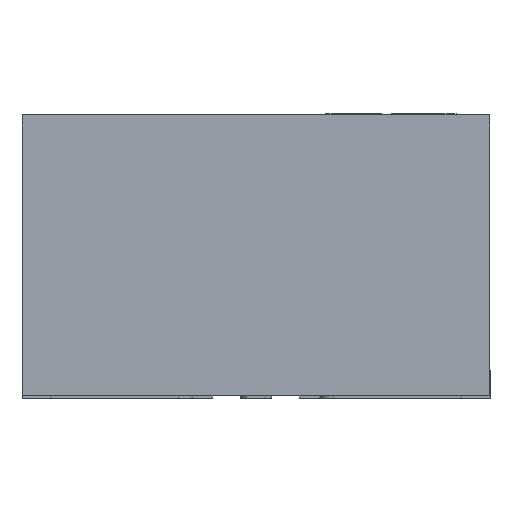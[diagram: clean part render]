
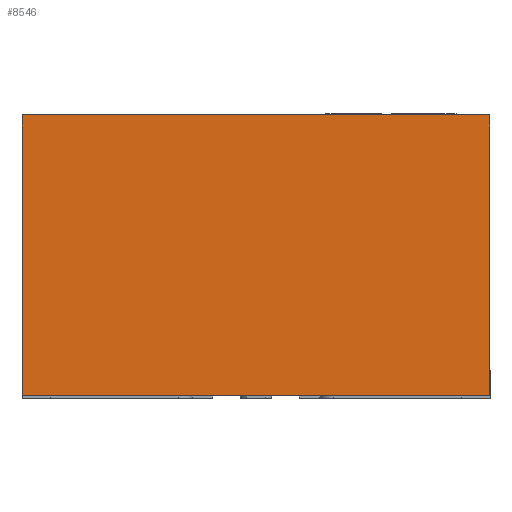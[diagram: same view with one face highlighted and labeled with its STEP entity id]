
A CAD part, front view. The second image highlights one B-rep face of the part: STEP entity #8546.
In plain terms, the highlighted planar face has unit normal (0, -1, 0).
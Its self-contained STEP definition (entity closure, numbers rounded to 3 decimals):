
#1218 = VERTEX_POINT ( 'NONE', #1923 ) ;
#1271 = DIRECTION ( 'NONE',  ( 0., 0., -1. ) ) ;
#1923 = CARTESIAN_POINT ( 'NONE',  ( -1.65, -2., 0. ) ) ;
#1971 = EDGE_CURVE ( 'NONE', #12203, #1218, #8660, .T. ) ;
#2400 = ORIENTED_EDGE ( 'NONE', *, *, #13872, .T. ) ;
#2409 = EDGE_LOOP ( 'NONE', ( #2400, #14254, #3358, #10694 ) ) ;
#3358 = ORIENTED_EDGE ( 'NONE', *, *, #11600, .F. ) ;
#3538 = VECTOR ( 'NONE', #12287, 1000. ) ;
#3979 = VECTOR ( 'NONE', #5458, 1000. ) ;
#4592 = CARTESIAN_POINT ( 'NONE',  ( 1.65, -2., 1.98 ) ) ;
#5458 = DIRECTION ( 'NONE',  ( 1., 0., 0. ) ) ;
#5618 = LINE ( 'NONE', #16128, #8681 ) ;
#5700 = VECTOR ( 'NONE', #9960, 1000. ) ;
#7777 = FACE_OUTER_BOUND ( 'NONE', #2409, .T. ) ;
#8467 = DIRECTION ( 'NONE',  ( 1., 0., 0. ) ) ;
#8546 = ADVANCED_FACE ( 'NONE', ( #7777 ), #17184, .F. ) ;
#8660 = LINE ( 'NONE', #16585, #5700 ) ;
#8681 = VECTOR ( 'NONE', #8467, 1000. ) ;
#9873 = LINE ( 'NONE', #4592, #3538 ) ;
#9960 = DIRECTION ( 'NONE',  ( 0., 0., -1. ) ) ;
#10694 = ORIENTED_EDGE ( 'NONE', *, *, #1971, .T. ) ;
#10725 = CARTESIAN_POINT ( 'NONE',  ( 1.65, -2., 1.98 ) ) ;
#11108 = CARTESIAN_POINT ( 'NONE',  ( 1.65, -2., 1.98 ) ) ;
#11600 = EDGE_CURVE ( 'NONE', #12203, #14147, #16676, .T. ) ;
#11681 = DIRECTION ( 'NONE',  ( 0., 1., 0. ) ) ;
#12203 = VERTEX_POINT ( 'NONE', #12216 ) ;
#12216 = CARTESIAN_POINT ( 'NONE',  ( -1.65, -2., 1.98 ) ) ;
#12287 = DIRECTION ( 'NONE',  ( 0., 0., -1. ) ) ;
#13553 = EDGE_CURVE ( 'NONE', #14147, #15352, #9873, .T. ) ;
#13872 = EDGE_CURVE ( 'NONE', #1218, #15352, #5618, .T. ) ;
#14147 = VERTEX_POINT ( 'NONE', #11108 ) ;
#14254 = ORIENTED_EDGE ( 'NONE', *, *, #13553, .F. ) ;
#15352 = VERTEX_POINT ( 'NONE', #15424 ) ;
#15424 = CARTESIAN_POINT ( 'NONE',  ( 1.65, -2., 0. ) ) ;
#15627 = CARTESIAN_POINT ( 'NONE',  ( 1.65, -2., 1.98 ) ) ;
#16128 = CARTESIAN_POINT ( 'NONE',  ( 1.65, -2., 0. ) ) ;
#16585 = CARTESIAN_POINT ( 'NONE',  ( -1.65, -2., 1.98 ) ) ;
#16676 = LINE ( 'NONE', #10725, #3979 ) ;
#16885 = AXIS2_PLACEMENT_3D ( 'NONE', #15627, #11681, #1271 ) ;
#17184 = PLANE ( 'NONE',  #16885 ) ;
